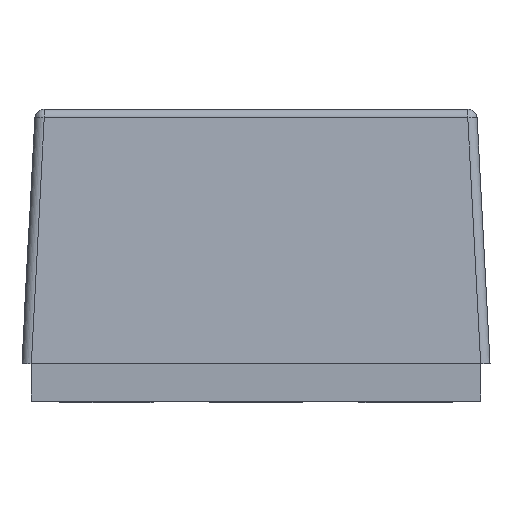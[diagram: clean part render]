
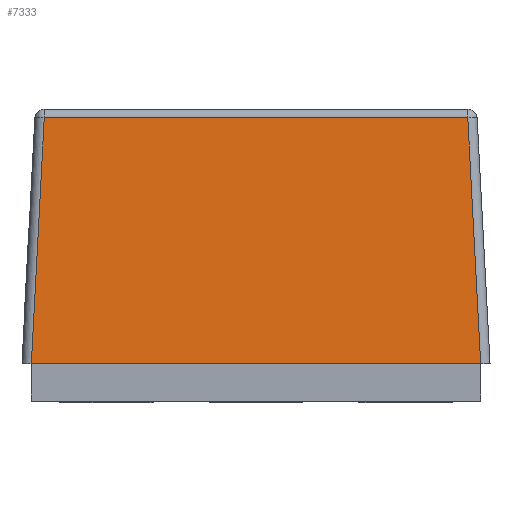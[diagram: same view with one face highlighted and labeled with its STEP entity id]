
A CAD part, left-side view. The second image highlights one B-rep face of the part: STEP entity #7333.
In plain terms, the highlighted planar face has unit normal (-0.999, 0, 0.052).
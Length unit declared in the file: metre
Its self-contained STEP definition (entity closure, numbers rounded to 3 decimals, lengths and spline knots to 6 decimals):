
#845=LINE('',#13752,#1598);
#848=LINE('',#13759,#1601);
#850=LINE('',#13769,#1603);
#870=LINE('',#13823,#1623);
#1598=VECTOR('',#9802,1.);
#1601=VECTOR('',#9809,1.);
#1603=VECTOR('',#9821,1.);
#1623=VECTOR('',#9891,1.);
#3467=ORIENTED_EDGE('',*,*,#4767,.T.);
#3468=ORIENTED_EDGE('',*,*,#4763,.T.);
#3469=ORIENTED_EDGE('',*,*,#4801,.T.);
#3470=ORIENTED_EDGE('',*,*,#4772,.T.);
#4763=EDGE_CURVE('',#5459,#5460,#845,.T.);
#4767=EDGE_CURVE('',#5462,#5459,#848,.T.);
#4772=EDGE_CURVE('',#5466,#5462,#850,.T.);
#4801=EDGE_CURVE('',#5460,#5466,#870,.T.);
#5459=VERTEX_POINT('',#13746);
#5460=VERTEX_POINT('',#13750);
#5462=VERTEX_POINT('',#13756);
#5466=VERTEX_POINT('',#13767);
#6084=EDGE_LOOP('',(#3467,#3468,#3469,#3470));
#6523=FACE_BOUND('',#6084,.T.);
#6813=PLANE('',#8432);
#7333=ADVANCED_FACE('',(#6523),#6813,.T.);
#8432=AXIS2_PLACEMENT_3D('',#13822,#9889,#9890);
#9802=DIRECTION('',(-0.052,0.052,-0.997));
#9809=DIRECTION('',(0.,1.,0.));
#9821=DIRECTION('',(0.052,0.052,0.997));
#9889=DIRECTION('',(-0.999,0.,0.052));
#9890=DIRECTION('',(-0.052,0.,-0.999));
#9891=DIRECTION('',(0.,-1.,0.));
#13746=CARTESIAN_POINT('',(-0.002381,0.001131,0.001523));
#13750=CARTESIAN_POINT('',(-0.00245,0.0012,0.00021));
#13752=CARTESIAN_POINT('',(-0.00245,0.0012,0.000207));
#13756=CARTESIAN_POINT('',(-0.002381,-0.001131,0.001523));
#13759=CARTESIAN_POINT('',(-0.002381,0.00125,0.001523));
#13767=CARTESIAN_POINT('',(-0.00245,-0.0012,0.00021));
#13769=CARTESIAN_POINT('',(-0.002443,-0.001193,0.000338));
#13822=CARTESIAN_POINT('',(-0.00245,0.00125,0.00021));
#13823=CARTESIAN_POINT('',(-0.00245,0.00125,0.00021));
